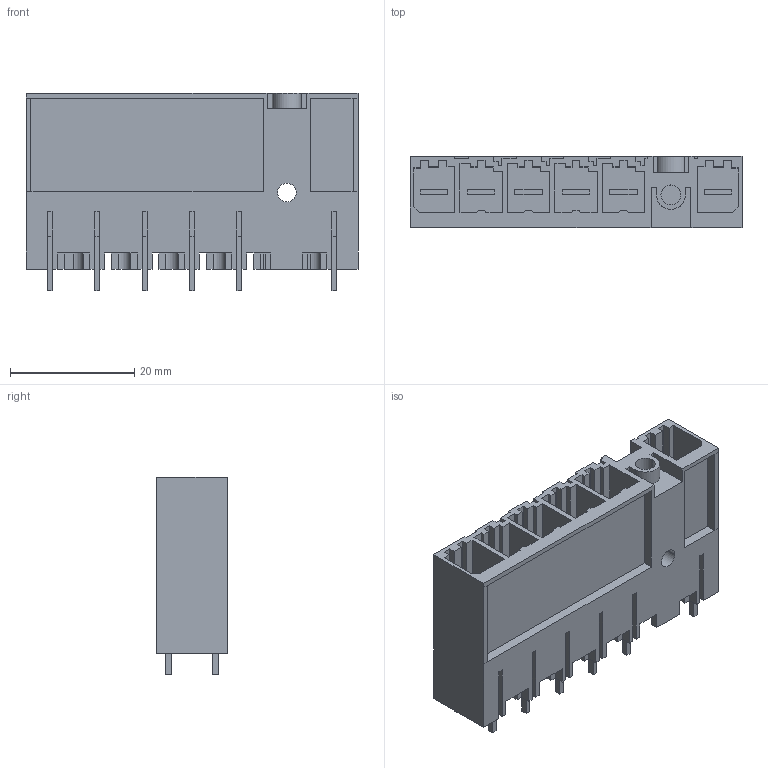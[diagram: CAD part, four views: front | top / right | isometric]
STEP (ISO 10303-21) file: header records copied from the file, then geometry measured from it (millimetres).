
FILE_DESCRIPTION(('CATIA V5 STEP Exchange','CAx-IF Rec.Pracs.--- Model Styling and Organization---1.2---2011-12-15'),'2;1');
FILE_NAME ('D1452755_0_1543230000_1543230000.stp','2016-12-12T11:27:07+00:00',('none'),('Weidmueller'),'CATIA Version 5-6 Release 2014','CATIA V5 STEP AP214','none');
FILE_SCHEMA(('AUTOMOTIVE_DESIGN { 1 0 10303 214 1 1 1 1 }'));
Length unit declared in the file: millimetre
Products named in the file (1): 1543230000_S
Bounding box: 53.34 x 11.4 x 31.8 mm (x, y, z)
Volume: 9691.5 mm3; surface area: 12801 mm2
Topology: 7 solids, 7 shells, 509 faces, 1508 edges, 1016 vertices
Faces by surface type: plane 487, cylinder 22
Entity records: 15983 total; most frequent: ORIENTED_EDGE 3016, CARTESIAN_POINT 2808, DIRECTION 2060, EDGE_CURVE 1506, VECTOR 1444, LINE 1444, VERTEX_POINT 1012, EDGE_LOOP 526
